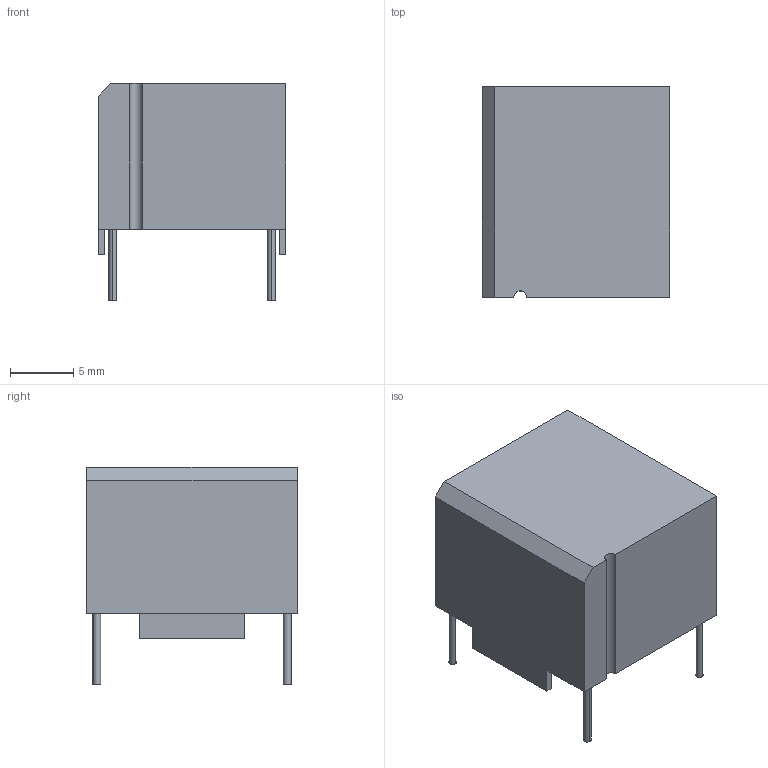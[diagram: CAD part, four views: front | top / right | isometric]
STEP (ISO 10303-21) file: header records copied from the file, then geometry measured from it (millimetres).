
FILE_DESCRIPTION((''),'2;1');
FILE_NAME('XFMR_VAC_T60403-D4097-X052.stp','2011-10-03T18:01:59',(''),(''),'Mechanical Desktop 2011','Mechanical Desktop 2011',', , ');
FILE_SCHEMA(('AUTOMOTIVE_DESIGN { 1 2 10303 214 1 1 1 1 }'));
Length unit declared in the file: millimetre
Products named in the file (1): Product
Bounding box: 14.8 x 16.6 x 17.1 mm (x, y, z)
Volume: 2835.4 mm3; surface area: 1340.1 mm2
Topology: 7 solids, 7 shells, 37 faces, 69 edges, 46 vertices
Faces by surface type: plane 28, cylinder 9
Entity records: 967 total; most frequent: DIRECTION 163, CARTESIAN_POINT 153, ORIENTED_EDGE 138, EDGE_CURVE 69, AXIS2_PLACEMENT_3D 56, VECTOR 51, LINE 51, VERTEX_POINT 46
